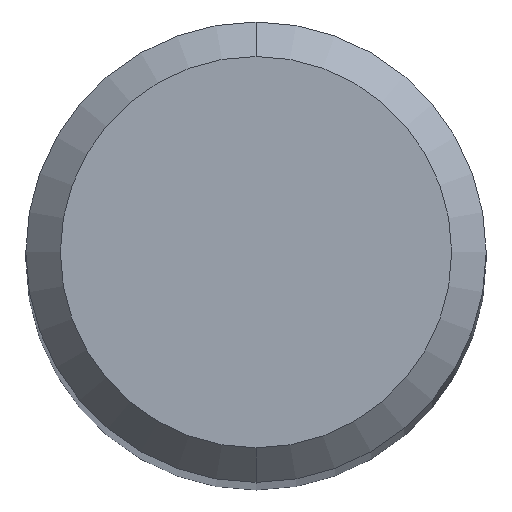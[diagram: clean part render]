
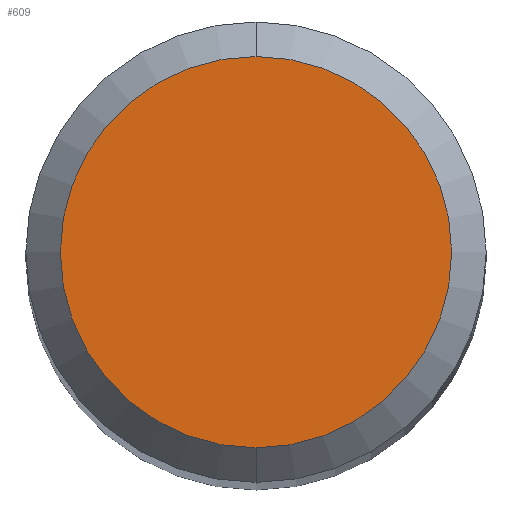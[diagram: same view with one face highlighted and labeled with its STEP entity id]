
A CAD part, top view. The second image highlights one B-rep face of the part: STEP entity #609.
In plain terms, the highlighted planar face has unit normal (0, 0, 1).
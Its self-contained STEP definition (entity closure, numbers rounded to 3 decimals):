
#577=EDGE_CURVE('',#721,#689,#1239,.T.);
#609=ADVANCED_FACE('',(#1272),#1273,.T.);
#689=VERTEX_POINT('',#1360);
#721=VERTEX_POINT('',#1393);
#877=EDGE_CURVE('',#689,#721,#1567,.T.);
#1239=CIRCLE('',#2657,1.7);
#1272=FACE_OUTER_BOUND('',#2795,.T.);
#1273=PLANE('',#2796);
#1360=CARTESIAN_POINT('',(0.0,1.7,0.0));
#1393=CARTESIAN_POINT('',(0.,-1.7,0.0));
#1567=CIRCLE('',#3646,1.7);
#2657=AXIS2_PLACEMENT_3D('',#4246,#4247,#4248);
#2795=EDGE_LOOP('',(#4264,#4265));
#2796=AXIS2_PLACEMENT_3D('',#4266,#4267,#4268);
#3646=AXIS2_PLACEMENT_3D('',#4618,#4619,#4620);
#4246=CARTESIAN_POINT('',(0.0,0.0,0.0));
#4247=DIRECTION('',(0.0,0.0,-1.0));
#4248=DIRECTION('',(0.0,1.0,0.0));
#4264=ORIENTED_EDGE('',*,*,#877,.F.);
#4265=ORIENTED_EDGE('',*,*,#577,.F.);
#4266=CARTESIAN_POINT('',(0.0,0.85,0.0));
#4267=DIRECTION('',(-0.0,0.0,1.0));
#4268=DIRECTION('',(0.0,-1.0,0.0));
#4618=CARTESIAN_POINT('',(0.0,0.0,0.0));
#4619=DIRECTION('',(0.0,0.0,-1.0));
#4620=DIRECTION('',(0.0,1.0,0.0));
